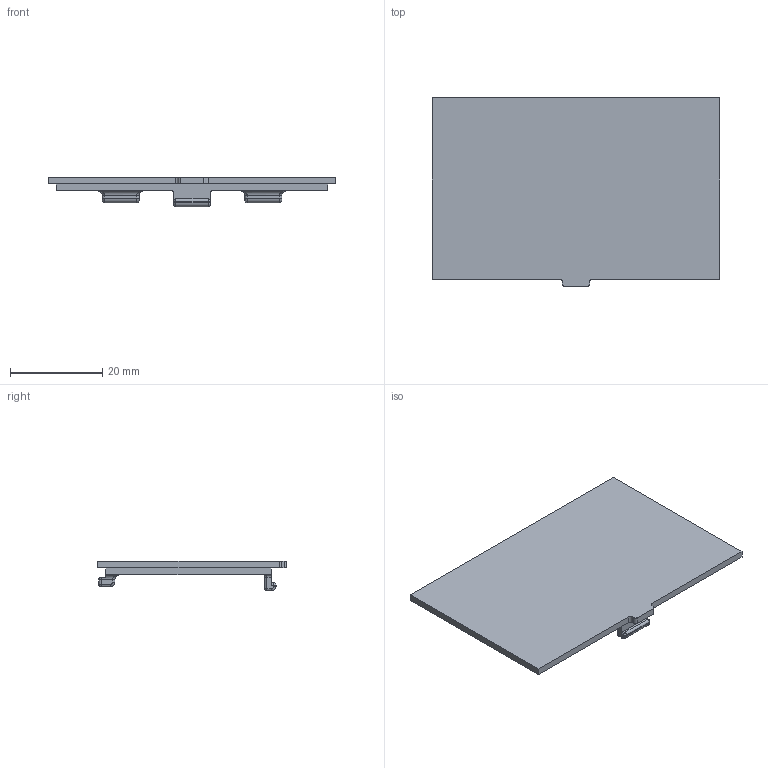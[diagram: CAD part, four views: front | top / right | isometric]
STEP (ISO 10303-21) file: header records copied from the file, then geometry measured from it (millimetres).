
FILE_DESCRIPTION(/* description */ (''),/* implementation_level */ '2;1');
FILE_NAME(/* name */ 'Pokrov baterije.stp',/* time_stamp */ '2025-09-16T10:06:43+02:00',/* author */ ('brodaric'),/* organization */ (''),/* preprocessor_version */ 'ST-DEVELOPER v20',/* originating_system */ 'Autodesk Inventor 2025',/* authorisation */ '');
FILE_SCHEMA (('AUTOMOTIVE_DESIGN { 1 0 10303 214 3 1 1 }'));
Length unit declared in the file: millimetre
Products named in the file (1): Pokrov baterije
Bounding box: 62.5 x 41 x 6.5 mm (x, y, z)
Volume: 7085.7 mm3; surface area: 5758.9 mm2
Topology: 1 solids, 1 shells, 98 faces, 235 edges, 136 vertices
Faces by surface type: cylinder 41, plane 33, bspline 10, sphere 8, torus 6
Entity records: 2984 total; most frequent: CARTESIAN_POINT 674, DIRECTION 501, ORIENTED_EDGE 462, EDGE_CURVE 231, AXIS2_PLACEMENT_3D 187, VERTEX_POINT 136, LINE 127, VECTOR 127
